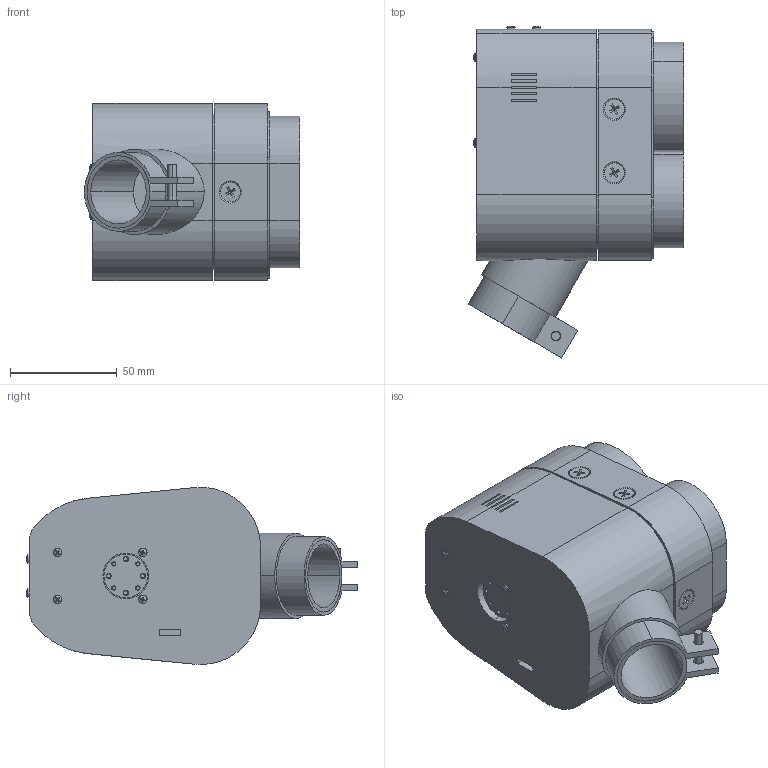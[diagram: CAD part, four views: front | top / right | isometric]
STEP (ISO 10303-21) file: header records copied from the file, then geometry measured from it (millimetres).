
FILE_DESCRIPTION (( 'STEP AP203' ), '1' );
FILE_NAME ('end_effector.STEP', '2023-02-04T05:56:57', ( '' ), ( '' ), 'SwSTEP 2.0', 'SolidWorks 2022', '' );
FILE_SCHEMA (( 'CONFIG_CONTROL_DESIGN' ));
Length unit declared in the file: millimetre
Products named in the file (1): end_effector
Bounding box: 101.02 x 155.77 x 83.14 mm (x, y, z)
Surface area: 141932.4 mm2 (no closed solid volume)
Topology: 0 solids, 41 shells, 1577 faces, 3968 edges, 2537 vertices
Faces by surface type: plane 705, cylinder 542, cone 270, torus 34, sphere 22, bspline 4
Entity records: 48582 total; most frequent: CARTESIAN_POINT 9853, DIRECTION 8465, ORIENTED_EDGE 7802, EDGE_CURVE 3948, AXIS2_PLACEMENT_3D 3306, VERTEX_POINT 2537, VECTOR 1853, LINE 1853
